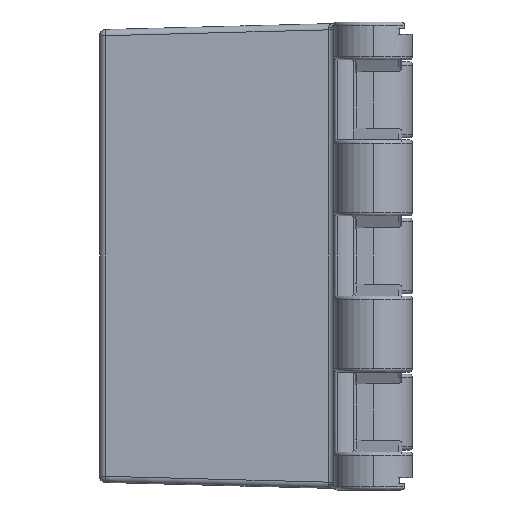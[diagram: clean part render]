
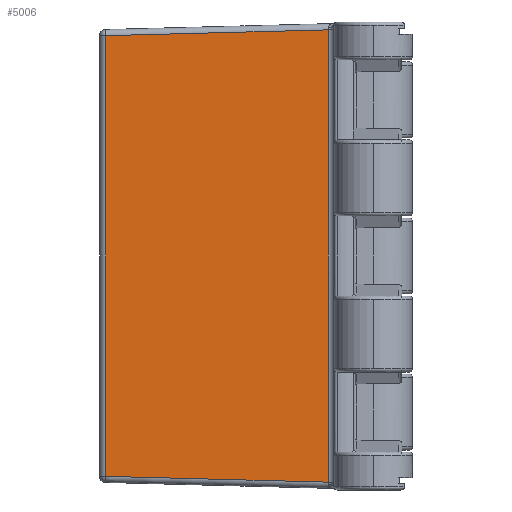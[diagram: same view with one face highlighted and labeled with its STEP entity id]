
A CAD part, left-side view. The second image highlights one B-rep face of the part: STEP entity #5006.
In plain terms, the highlighted planar face has unit normal (-1, 0.026, 0).
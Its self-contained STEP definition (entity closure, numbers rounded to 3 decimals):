
#599 = ORIENTED_EDGE ( 'NONE', *, *, #3752, .T. ) ;
#1194 = VERTEX_POINT ( 'NONE', #6552 ) ;
#1511 = EDGE_LOOP ( 'NONE', ( #6756, #10919, #4789, #599 ) ) ;
#1709 = VECTOR ( 'NONE', #11856, 1000. ) ;
#2353 = DIRECTION ( 'NONE',  ( 0., 0., 1. ) ) ;
#3265 = CARTESIAN_POINT ( 'NONE',  ( -2., 6.35, -37.75 ) ) ;
#3521 = VERTEX_POINT ( 'NONE', #9249 ) ;
#3752 = EDGE_CURVE ( 'NONE', #4126, #12129, #8290, .T. ) ;
#4126 = VERTEX_POINT ( 'NONE', #9030 ) ;
#4735 = AXIS2_PLACEMENT_3D ( 'NONE', #3265, #11902, #7206 ) ;
#4789 = ORIENTED_EDGE ( 'NONE', *, *, #10273, .T. ) ;
#5006 = ADVANCED_FACE ( 'NONE', ( #9897 ), #6311, .T. ) ;
#5542 = LINE ( 'NONE', #9393, #9429 ) ;
#6305 = EDGE_CURVE ( 'NONE', #1194, #3521, #8247, .T. ) ;
#6311 = PLANE ( 'NONE',  #4735 ) ;
#6552 = CARTESIAN_POINT ( 'NONE',  ( -1.974, 7.324, -36.725 ) ) ;
#6756 = ORIENTED_EDGE ( 'NONE', *, *, #7179, .T. ) ;
#7179 = EDGE_CURVE ( 'NONE', #12129, #1194, #9522, .T. ) ;
#7206 = DIRECTION ( 'NONE',  ( -0.026, -1., 0. ) ) ;
#7342 = DIRECTION ( 'NONE',  ( -0.026, -0.999, -0.026 ) ) ;
#8247 = LINE ( 'NONE', #11008, #11136 ) ;
#8290 = LINE ( 'NONE', #9234, #1709 ) ;
#8669 = CARTESIAN_POINT ( 'NONE',  ( -1.028, 43.476, -35.778 ) ) ;
#9030 = CARTESIAN_POINT ( 'NONE',  ( -1.028, 43.476, 35.778 ) ) ;
#9205 = DIRECTION ( 'NONE',  ( 0.026, 0.999, -0.026 ) ) ;
#9234 = CARTESIAN_POINT ( 'NONE',  ( -1.028, 43.476, -37.75 ) ) ;
#9249 = CARTESIAN_POINT ( 'NONE',  ( -1.974, 7.324, 36.725 ) ) ;
#9393 = CARTESIAN_POINT ( 'NONE',  ( -1.949, 8.298, 36.699 ) ) ;
#9429 = VECTOR ( 'NONE', #9205, 1000. ) ;
#9522 = LINE ( 'NONE', #12466, #10339 ) ;
#9897 = FACE_OUTER_BOUND ( 'NONE', #1511, .T. ) ;
#10273 = EDGE_CURVE ( 'NONE', #3521, #4126, #5542, .T. ) ;
#10339 = VECTOR ( 'NONE', #7342, 1000. ) ;
#10919 = ORIENTED_EDGE ( 'NONE', *, *, #6305, .T. ) ;
#11008 = CARTESIAN_POINT ( 'NONE',  ( -1.974, 7.324, 36.75 ) ) ;
#11136 = VECTOR ( 'NONE', #2353, 1000. ) ;
#11856 = DIRECTION ( 'NONE',  ( 0., 0., -1. ) ) ;
#11902 = DIRECTION ( 'NONE',  ( -1., 0.026, 0. ) ) ;
#12129 = VERTEX_POINT ( 'NONE', #8669 ) ;
#12466 = CARTESIAN_POINT ( 'NONE',  ( -2.001, 6.324, -36.751 ) ) ;
